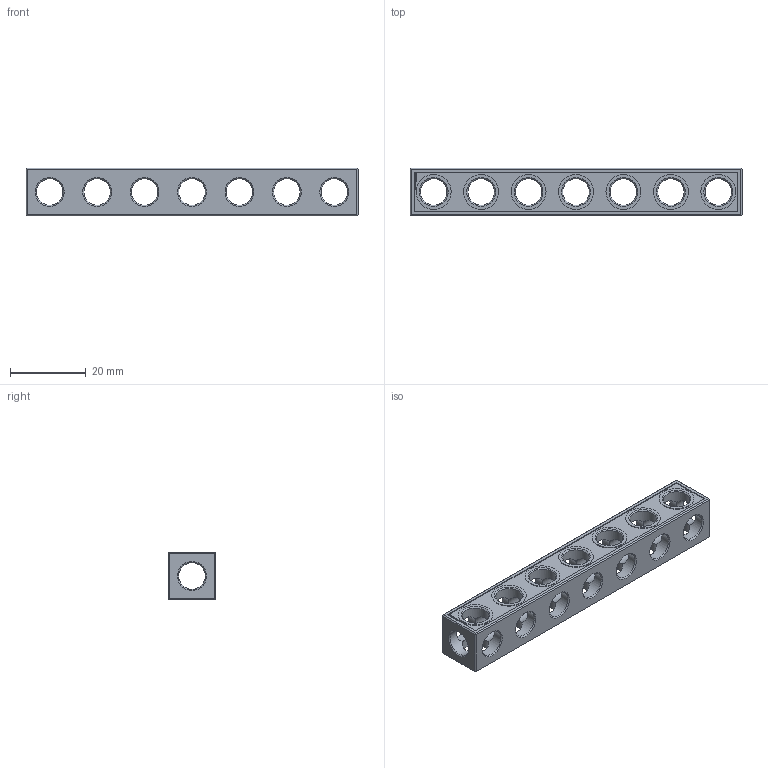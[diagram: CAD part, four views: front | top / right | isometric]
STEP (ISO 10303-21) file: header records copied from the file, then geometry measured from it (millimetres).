
FILE_DESCRIPTION(('FreeCAD Model'),'2;1');
FILE_NAME('Open CASCADE Shape Model','2021-05-23T22:00:20',( 'Paulo Kiefe'),('STEMFIE.org'),'Open CASCADE STEP processor 7.4', 'FreeCAD','Unknown');
FILE_SCHEMA(('AUTOMOTIVE_DESIGN { 1 0 10303 214 1 1 1 1 }'));
Length unit declared in the file: millimetre
Products named in the file (1): Beam_STR_ESS_BU07x01x01_-_SPN-BEM-0044_(stemfie.org)
Bounding box: 87.5 x 12.5 x 12.5 mm (x, y, z)
Volume: 6831.9 mm3; surface area: 6283.4 mm2
Topology: 1 solids, 1 shells, 520 faces, 1510 edges, 1006 vertices
Faces by surface type: plane 363, extrusion 84, cylinder 43, cone 30
Full cylindrical faces by diameter (mm): 7 x36, 9.2 x7
Entity records: 45578 total; most frequent: CARTESIAN_POINT 16335, DIRECTION 4990, VECTOR 3638, LINE 3554, ORIENTED_EDGE 3020, PCURVE 3020, DEFINITIONAL_REPRESENTATION 3020, EDGE_CURVE 1510
